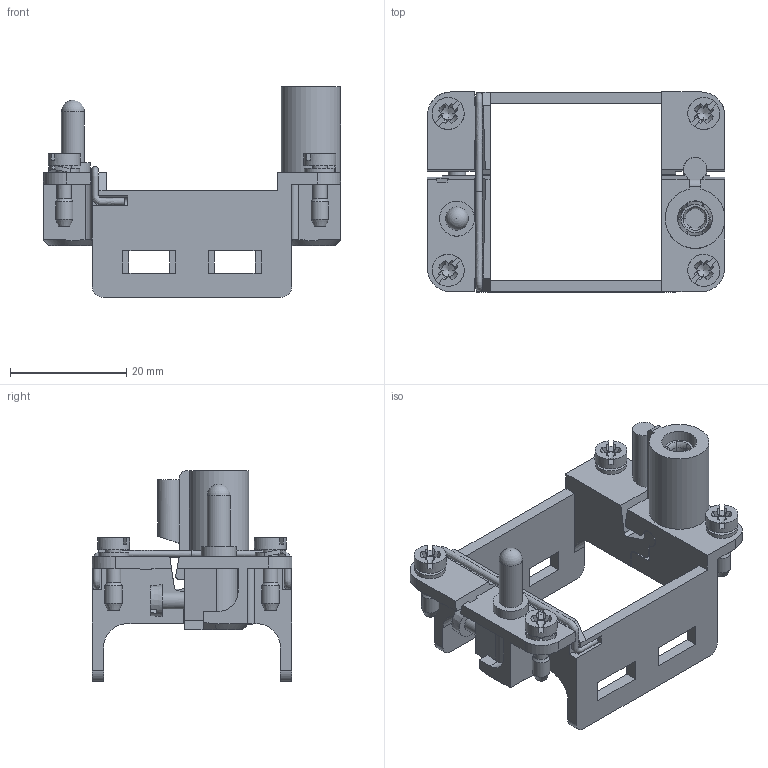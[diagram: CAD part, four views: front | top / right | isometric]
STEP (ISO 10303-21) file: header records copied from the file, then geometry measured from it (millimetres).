
FILE_DESCRIPTION(/* description */ (''),/* implementation_level */ '2;1');
FILE_NAME(/* name */ '100662121ugm000_c.stp',/* time_stamp */ '2019-07-30T11:06:46+02:00',/* author */ (''),/* organization */ (''),/* preprocessor_version */ 'ST-DEVELOPER v16.7',/* originating_system */ 'SIEMENS PLM Software NX 12.0',/* authorisation */ '');
FILE_SCHEMA (('AUTOMOTIVE_DESIGN { 1 0 10303 214 3 1 1 1 }'));
Length unit declared in the file: millimetre
Products named in the file (1): 100662121ugm000_c
Bounding box: 51.15 x 34.4 x 36.3 mm (x, y, z)
Volume: 8126 mm3; surface area: 10133 mm2
Topology: 3 solids, 3 shells, 594 faces, 1688 edges, 1142 vertices
Faces by surface type: plane 359, cylinder 79, cone 64, extrusion 49, bspline 36, torus 6, sphere 1
Full cylindrical faces by diameter (mm): 2 x2, 2.2 x2, 2.5 x4, 2.68 x4, 3 x5, 3.45 x1, 3.97 x1, 4 x1, 4.25 x1, 4.85 x1, 5.5 x4, 5.85 x1, 6.05 x2
Entity records: 23210 total; most frequent: CARTESIAN_POINT 6633, ORIENTED_EDGE 3206, DIRECTION 2648, EDGE_CURVE 1603, VERTEX_POINT 1114, VECTOR 956, LINE 907, AXIS2_PLACEMENT_3D 846
